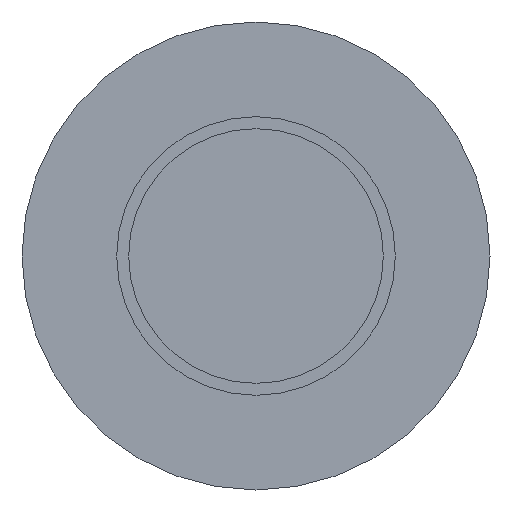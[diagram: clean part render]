
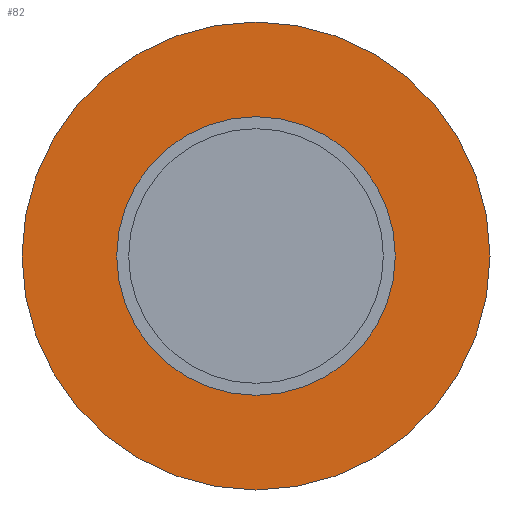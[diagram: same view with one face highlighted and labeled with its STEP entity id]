
A CAD part, front view. The second image highlights one B-rep face of the part: STEP entity #82.
In plain terms, the highlighted planar face has unit normal (0, -1, 0).
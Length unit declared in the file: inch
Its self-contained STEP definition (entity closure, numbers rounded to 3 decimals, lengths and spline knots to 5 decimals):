
#77 = EDGE_LOOP ( 'NONE', ( #80, #83 ) ) ;
#78 = ORIENTED_EDGE ( 'NONE', *, *, #79, .F. ) ;
#79 = EDGE_CURVE ( 'NONE', #508, #507, #220, .T. ) ;
#80 = ORIENTED_EDGE ( 'NONE', *, *, #514, .T. ) ;
#81 = EDGE_LOOP ( 'NONE', ( #487, #78 ) ) ;
#82 = ADVANCED_FACE ( 'NONE', ( #279, #278 ), #277, .T. ) ;
#83 = ORIENTED_EDGE ( 'NONE', *, *, #492, .T. ) ;
#217 = DIRECTION ( 'NONE',  ( 0., -1., 0. ) ) ;
#218 = CARTESIAN_POINT ( 'NONE',  ( 0., 0., 0. ) ) ;
#219 = AXIS2_PLACEMENT_3D ( 'NONE', #218, #217, #280 ) ;
#220 = CIRCLE ( 'NONE', #219, 0.0875 ) ;
#273 = DIRECTION ( 'NONE',  ( 1., 0., 0. ) ) ;
#274 = DIRECTION ( 'NONE',  ( 0., -1., 0. ) ) ;
#275 = CARTESIAN_POINT ( 'NONE',  ( 0.147, 0., 0. ) ) ;
#276 = AXIS2_PLACEMENT_3D ( 'NONE', #275, #274, #273 ) ;
#277 = PLANE ( 'NONE',  #276 ) ;
#278 = FACE_BOUND ( 'NONE', #81, .T. ) ;
#279 = FACE_OUTER_BOUND ( 'NONE', #77, .T. ) ;
#280 = DIRECTION ( 'NONE',  ( 1., 0., 0. ) ) ;
#283 = DIRECTION ( 'NONE',  ( 1., 0., 0. ) ) ;
#284 = DIRECTION ( 'NONE',  ( 0., -1., 0. ) ) ;
#285 = AXIS2_PLACEMENT_3D ( 'NONE', #290, #284, #283 ) ;
#286 = CIRCLE ( 'NONE', #285, 0.147 ) ;
#290 = CARTESIAN_POINT ( 'NONE',  ( 0., 0., 0. ) ) ;
#315 = CARTESIAN_POINT ( 'NONE',  ( -0.0875, 0., 0. ) ) ;
#316 = CARTESIAN_POINT ( 'NONE',  ( 0.0875, 0., 0. ) ) ;
#317 = CARTESIAN_POINT ( 'NONE',  ( 0.147, 0., 0. ) ) ;
#333 = DIRECTION ( 'NONE',  ( 1., 0., 0. ) ) ;
#334 = DIRECTION ( 'NONE',  ( 0., -1., 0. ) ) ;
#335 = CARTESIAN_POINT ( 'NONE',  ( 0., 0., 0. ) ) ;
#336 = AXIS2_PLACEMENT_3D ( 'NONE', #335, #334, #333 ) ;
#337 = CIRCLE ( 'NONE', #336, 0.0875 ) ;
#360 = CARTESIAN_POINT ( 'NONE',  ( -0.147, 0., 0. ) ) ;
#368 = DIRECTION ( 'NONE',  ( 1., 0., 0. ) ) ;
#369 = DIRECTION ( 'NONE',  ( 0., -1., 0. ) ) ;
#370 = CARTESIAN_POINT ( 'NONE',  ( 0., 0., 0. ) ) ;
#371 = AXIS2_PLACEMENT_3D ( 'NONE', #370, #369, #368 ) ;
#372 = CIRCLE ( 'NONE', #371, 0.147 ) ;
#487 = ORIENTED_EDGE ( 'NONE', *, *, #498, .F. ) ;
#492 = EDGE_CURVE ( 'NONE', #516, #506, #286, .T. ) ;
#498 = EDGE_CURVE ( 'NONE', #507, #508, #337, .T. ) ;
#506 = VERTEX_POINT ( 'NONE', #317 ) ;
#507 = VERTEX_POINT ( 'NONE', #316 ) ;
#508 = VERTEX_POINT ( 'NONE', #315 ) ;
#514 = EDGE_CURVE ( 'NONE', #506, #516, #372, .T. ) ;
#516 = VERTEX_POINT ( 'NONE', #360 ) ;
